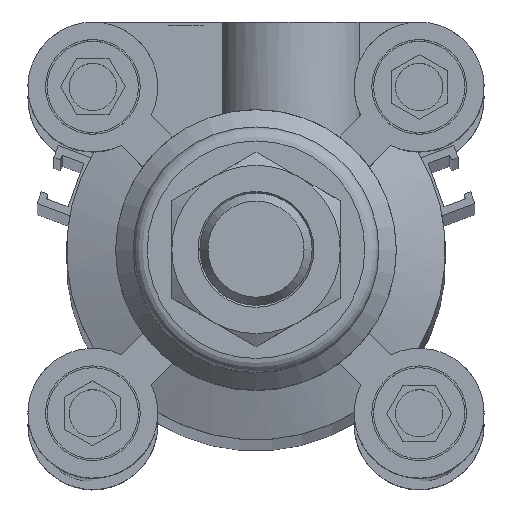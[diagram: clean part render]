
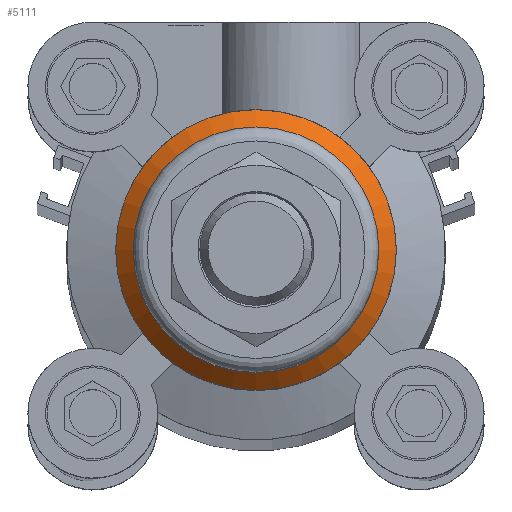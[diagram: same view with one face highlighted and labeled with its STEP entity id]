
A CAD part, top view. The second image highlights one B-rep face of the part: STEP entity #5111.
In plain terms, the highlighted conical face has half-angle 45 degrees and reference radius 18.75 mm.
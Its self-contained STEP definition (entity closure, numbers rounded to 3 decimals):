
#74=CONICAL_SURFACE('',#5560,18.75,0.785);
#1668=ORIENTED_EDGE('',*,*,#2821,.T.);
#1669=ORIENTED_EDGE('',*,*,#2820,.F.);
#2820=EDGE_CURVE('',#3447,#3447,#3830,.T.);
#2821=EDGE_CURVE('',#3448,#3448,#3831,.T.);
#3447=VERTEX_POINT('',#8017);
#3448=VERTEX_POINT('',#8020);
#3830=CIRCLE('',#5559,17.5);
#3831=CIRCLE('',#5561,20.);
#4091=EDGE_LOOP('',(#1668));
#4092=EDGE_LOOP('',(#1669));
#4511=FACE_BOUND('',#4091,.T.);
#4512=FACE_BOUND('',#4092,.T.);
#5111=ADVANCED_FACE('',(#4511,#4512),#74,.T.);
#5559=AXIS2_PLACEMENT_3D('',#8016,#6478,#6479);
#5560=AXIS2_PLACEMENT_3D('',#8018,#6480,#6481);
#5561=AXIS2_PLACEMENT_3D('',#8019,#6482,#6483);
#6478=DIRECTION('',(0.,1.,0.));
#6479=DIRECTION('',(-1.,0.,0.));
#6480=DIRECTION('',(0.,-1.,0.));
#6481=DIRECTION('',(-1.,0.,0.));
#6482=DIRECTION('',(0.,1.,0.));
#6483=DIRECTION('',(-1.,0.,0.));
#8016=CARTESIAN_POINT('',(0.,38.5,0.));
#8017=CARTESIAN_POINT('',(-17.5,38.5,0.));
#8018=CARTESIAN_POINT('',(0.,37.25,0.));
#8019=CARTESIAN_POINT('',(0.,36.,0.));
#8020=CARTESIAN_POINT('',(-20.,36.,0.));
